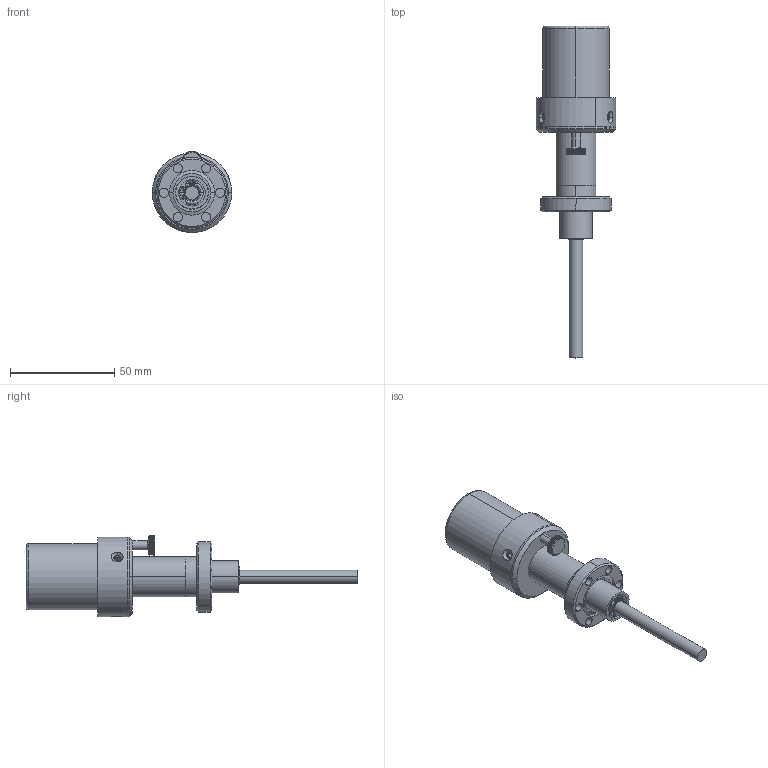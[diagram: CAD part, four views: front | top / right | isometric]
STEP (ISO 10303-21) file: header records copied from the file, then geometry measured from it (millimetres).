
FILE_DESCRIPTION (( 'STEP AP214' ), '1' );
FILE_NAME ('QN110710-01, FRMC-133-25.STEP', '2018-07-25T15:23:37', ( '' ), ( '' ), 'SwSTEP 2.0', 'SolidWorks 2010', '' );
FILE_SCHEMA (( 'AUTOMOTIVE_DESIGN' ));
Length unit declared in the file: inch
Products named in the file (1): QN110710-01, FRMC-133-25
Bounding box: 38.1 x 159.03 x 38.85 mm (x, y, z)
Surface area: 17752.8 mm2 (no closed solid volume)
Topology: 0 solids, 13 shells, 220 faces, 777 edges, 538 vertices
Faces by surface type: cylinder 126, plane 64, cone 26, torus 4
Entity records: 11913 total; most frequent: CARTESIAN_POINT 2632, DIRECTION 1311, ORIENTED_EDGE 1239, EDGE_CURVE 777, VERTEX_POINT 538, AXIS2_PLACEMENT_3D 531, CIRCLE 310, EDGE_LOOP 258
